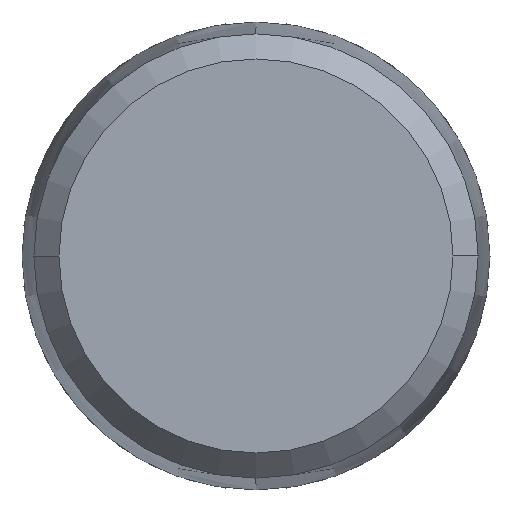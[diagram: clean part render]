
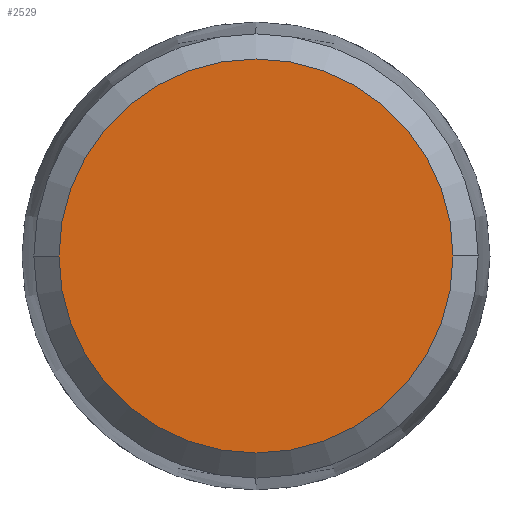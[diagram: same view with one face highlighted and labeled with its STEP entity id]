
A CAD part, left-side view. The second image highlights one B-rep face of the part: STEP entity #2529.
In plain terms, the highlighted planar face has unit normal (-1, 0, 0).
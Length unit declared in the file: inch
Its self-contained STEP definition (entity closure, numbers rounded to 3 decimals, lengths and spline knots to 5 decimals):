
#197 = PLANE ( 'NONE',  #2452 ) ;
#200 = DIRECTION ( 'NONE',  ( 0., 1., 0. ) ) ;
#434 = EDGE_LOOP ( 'NONE', ( #4214, #3561 ) ) ;
#779 = CIRCLE ( 'NONE', #896, 0.08126 ) ;
#896 = AXIS2_PLACEMENT_3D ( 'NONE', #4275, #2238, #200 ) ;
#911 = CIRCLE ( 'NONE', #2756, 0.08126 ) ;
#1040 = CARTESIAN_POINT ( 'NONE',  ( -0.15, -0.56312, 0. ) ) ;
#1042 = VERTEX_POINT ( 'NONE', #3635 ) ;
#1232 = DIRECTION ( 'NONE',  ( 0., 0., -1. ) ) ;
#1364 = EDGE_CURVE ( 'NONE', #1042, #2975, #779, .T. ) ;
#1382 = DIRECTION ( 'NONE',  ( 0., 1., 0. ) ) ;
#1494 = CARTESIAN_POINT ( 'NONE',  ( -0.15, -0.64439, 0. ) ) ;
#1554 = CARTESIAN_POINT ( 'NONE',  ( -0.15, -0.64536, 0.08224 ) ) ;
#2071 = FACE_OUTER_BOUND ( 'NONE', #434, .T. ) ;
#2238 = DIRECTION ( 'NONE',  ( -1., 0., 0. ) ) ;
#2295 = EDGE_CURVE ( 'NONE', #2975, #1042, #911, .T. ) ;
#2452 = AXIS2_PLACEMENT_3D ( 'NONE', #1554, #3275, #1232 ) ;
#2529 = ADVANCED_FACE ( 'NONE', ( #2071 ), #197, .F. ) ;
#2756 = AXIS2_PLACEMENT_3D ( 'NONE', #1040, #3425, #1382 ) ;
#2975 = VERTEX_POINT ( 'NONE', #1494 ) ;
#3275 = DIRECTION ( 'NONE',  ( 1., 0., 0. ) ) ;
#3425 = DIRECTION ( 'NONE',  ( -1., 0., 0. ) ) ;
#3561 = ORIENTED_EDGE ( 'NONE', *, *, #2295, .T. ) ;
#3635 = CARTESIAN_POINT ( 'NONE',  ( -0.15, -0.48186, 0. ) ) ;
#4214 = ORIENTED_EDGE ( 'NONE', *, *, #1364, .T. ) ;
#4275 = CARTESIAN_POINT ( 'NONE',  ( -0.15, -0.56312, 0. ) ) ;
